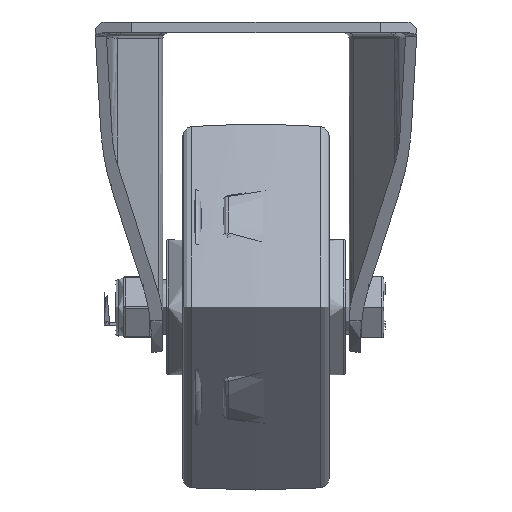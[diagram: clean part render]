
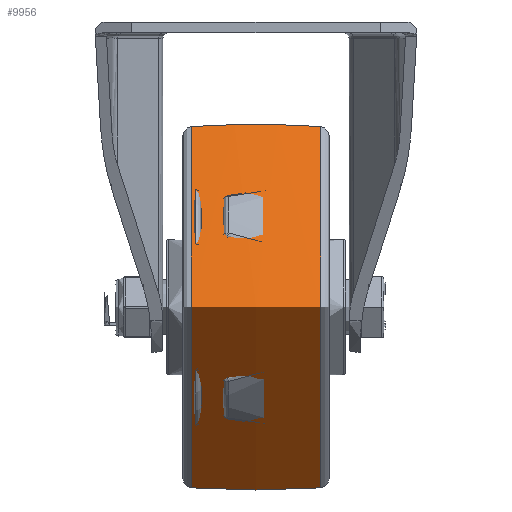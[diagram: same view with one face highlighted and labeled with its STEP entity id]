
A CAD part, left-side view. The second image highlights one B-rep face of the part: STEP entity #9956.
In plain terms, the highlighted free-form (B-spline) face has degree [2, 2] with [3, 9] control points.
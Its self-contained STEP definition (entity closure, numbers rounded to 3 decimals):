
#63=(
BOUNDED_SURFACE()
B_SPLINE_SURFACE(2,2,((#15480,#15481,#15482,#15483,#15484,#15485,#15486,
#15487,#15488),(#15489,#15490,#15491,#15492,#15493,#15494,#15495,#15496,
#15497),(#15498,#15499,#15500,#15501,#15502,#15503,#15504,#15505,#15506)),
 .UNSPECIFIED.,.F.,.T.,.F.)
B_SPLINE_SURFACE_WITH_KNOTS((3,3),(3,2,2,2,3),(-0.066,0.066),
(-3.142,-1.571,0.,1.571,3.142),
 .UNSPECIFIED.)
GEOMETRIC_REPRESENTATION_ITEM()
RATIONAL_B_SPLINE_SURFACE(((1.,0.707,1.,0.707,1.,
0.707,1.,0.707,1.),(0.998,0.706,
0.998,0.706,0.998,0.706,
0.998,0.706,0.998),(1.,0.707,
1.,0.707,1.,0.707,1.,0.707,1.)))
REPRESENTATION_ITEM('')
SURFACE()
);
#1231=FACE_OUTER_BOUND('',#1876,.T.);
#1876=EDGE_LOOP('',(#7355,#7356,#7357,#7358));
#3710=CIRCLE('',#10831,49.415);
#3711=CIRCLE('',#10832,267.042);
#3712=CIRCLE('',#10833,49.415);
#4376=VERTEX_POINT('',#15477);
#4377=VERTEX_POINT('',#15507);
#5441=EDGE_CURVE('',#4376,#4376,#3710,.T.);
#5442=EDGE_CURVE('',#4376,#4377,#3711,.T.);
#5443=EDGE_CURVE('',#4377,#4377,#3712,.T.);
#7355=ORIENTED_EDGE('',*,*,#5441,.F.);
#7356=ORIENTED_EDGE('',*,*,#5442,.T.);
#7357=ORIENTED_EDGE('',*,*,#5443,.T.);
#7358=ORIENTED_EDGE('',*,*,#5442,.F.);
#9956=ADVANCED_FACE('',(#1231),#63,.F.);
#10831=AXIS2_PLACEMENT_3D('',#15479,#12390,#12391);
#10832=AXIS2_PLACEMENT_3D('',#15508,#12392,#12393);
#10833=AXIS2_PLACEMENT_3D('',#15509,#12394,#12395);
#12390=DIRECTION('center_axis',(0.,-1.,0.));
#12391=DIRECTION('ref_axis',(0.,0.,1.));
#12392=DIRECTION('center_axis',(-1.,0.,0.));
#12393=DIRECTION('ref_axis',(0.,0.,1.));
#12394=DIRECTION('center_axis',(0.,-1.,0.));
#12395=DIRECTION('ref_axis',(0.,0.,1.));
#15477=CARTESIAN_POINT('',(0.,-17.665,49.415));
#15479=CARTESIAN_POINT('Origin',(0.,-17.665,0.));
#15480=CARTESIAN_POINT('Ctrl Pts',(0.,17.665,49.415));
#15481=CARTESIAN_POINT('Ctrl Pts',(-49.415,17.665,49.415));
#15482=CARTESIAN_POINT('Ctrl Pts',(-49.415,17.665,0.));
#15483=CARTESIAN_POINT('Ctrl Pts',(-49.415,17.665,-49.415));
#15484=CARTESIAN_POINT('Ctrl Pts',(0.,17.665,-49.415));
#15485=CARTESIAN_POINT('Ctrl Pts',(49.415,17.665,-49.415));
#15486=CARTESIAN_POINT('Ctrl Pts',(49.415,17.665,0.));
#15487=CARTESIAN_POINT('Ctrl Pts',(49.415,17.665,49.415));
#15488=CARTESIAN_POINT('Ctrl Pts',(0.,17.665,49.415));
#15489=CARTESIAN_POINT('Ctrl Pts',(0.,0.,50.586));
#15490=CARTESIAN_POINT('Ctrl Pts',(-50.586,0.,
50.586));
#15491=CARTESIAN_POINT('Ctrl Pts',(-50.586,0.,
0.));
#15492=CARTESIAN_POINT('Ctrl Pts',(-50.586,0.,
-50.586));
#15493=CARTESIAN_POINT('Ctrl Pts',(0.,0.,-50.586));
#15494=CARTESIAN_POINT('Ctrl Pts',(50.586,0.,
-50.586));
#15495=CARTESIAN_POINT('Ctrl Pts',(50.586,0.,
0.));
#15496=CARTESIAN_POINT('Ctrl Pts',(50.586,0.,
50.586));
#15497=CARTESIAN_POINT('Ctrl Pts',(0.,0.,50.586));
#15498=CARTESIAN_POINT('Ctrl Pts',(0.,-17.665,49.415));
#15499=CARTESIAN_POINT('Ctrl Pts',(-49.415,-17.665,
49.415));
#15500=CARTESIAN_POINT('Ctrl Pts',(-49.415,-17.665,
0.));
#15501=CARTESIAN_POINT('Ctrl Pts',(-49.415,-17.665,
-49.415));
#15502=CARTESIAN_POINT('Ctrl Pts',(0.,-17.665,-49.415));
#15503=CARTESIAN_POINT('Ctrl Pts',(49.415,-17.665,-49.415));
#15504=CARTESIAN_POINT('Ctrl Pts',(49.415,-17.665,0.));
#15505=CARTESIAN_POINT('Ctrl Pts',(49.415,-17.665,49.415));
#15506=CARTESIAN_POINT('Ctrl Pts',(0.,-17.665,49.415));
#15507=CARTESIAN_POINT('',(0.,17.665,49.415));
#15508=CARTESIAN_POINT('Origin',(0.,0.,
-217.042));
#15509=CARTESIAN_POINT('Origin',(0.,17.665,0.));
